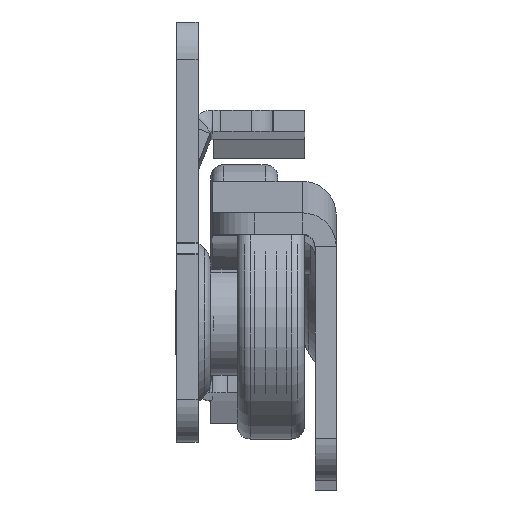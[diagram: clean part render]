
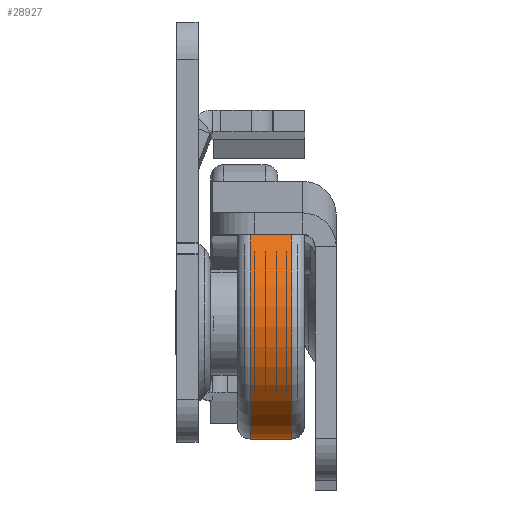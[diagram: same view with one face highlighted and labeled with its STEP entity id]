
A CAD part, top view. The second image highlights one B-rep face of the part: STEP entity #28927.
In plain terms, the highlighted cylindrical face has radius 11 mm (diameter 22 mm), a partial arc.
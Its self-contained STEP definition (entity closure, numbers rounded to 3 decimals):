
#1767 = DIRECTION ( 'NONE',  ( -1., 0., 0. ) ) ;
#2904 = DIRECTION ( 'NONE',  ( 0., 0., 1. ) ) ;
#5350 = CARTESIAN_POINT ( 'NONE',  ( 1.2, 0., 11. ) ) ;
#6082 = CYLINDRICAL_SURFACE ( 'NONE', #51266, 11. ) ;
#7032 = ORIENTED_EDGE ( 'NONE', *, *, #55677, .F. ) ;
#14098 = VERTEX_POINT ( 'NONE', #35497 ) ;
#15001 = AXIS2_PLACEMENT_3D ( 'NONE', #20084, #1767, #2904 ) ;
#16398 = CARTESIAN_POINT ( 'NONE',  ( 5.1, 0., 11. ) ) ;
#16476 = ORIENTED_EDGE ( 'NONE', *, *, #38693, .F. ) ;
#16830 = LINE ( 'NONE', #38358, #29141 ) ;
#17748 = CIRCLE ( 'NONE', #15001, 11. ) ;
#18812 = DIRECTION ( 'NONE',  ( -1., 0., 0. ) ) ;
#20084 = CARTESIAN_POINT ( 'NONE',  ( 1.2, 0., 0. ) ) ;
#20941 = EDGE_LOOP ( 'NONE', ( #46241, #44664, #16476, #7032 ) ) ;
#21353 = CARTESIAN_POINT ( 'NONE',  ( 5.1, 0., -11. ) ) ;
#21588 = DIRECTION ( 'NONE',  ( 0., 0., 1. ) ) ;
#23867 = DIRECTION ( 'NONE',  ( -1., 0., 0. ) ) ;
#24150 = FACE_OUTER_BOUND ( 'NONE', #20941, .T. ) ;
#24721 = CARTESIAN_POINT ( 'NONE',  ( 0., 0., 0. ) ) ;
#25677 = CARTESIAN_POINT ( 'NONE',  ( 5.1, 0., 0. ) ) ;
#26491 = AXIS2_PLACEMENT_3D ( 'NONE', #25677, #43393, #21588 ) ;
#28801 = DIRECTION ( 'NONE',  ( 0., 0., 1. ) ) ;
#28927 = ADVANCED_FACE ( 'NONE', ( #24150 ), #6082, .T. ) ;
#29141 = VECTOR ( 'NONE', #56618, 1000. ) ;
#30518 = VERTEX_POINT ( 'NONE', #16398 ) ;
#32477 = LINE ( 'NONE', #50481, #35332 ) ;
#34834 = VERTEX_POINT ( 'NONE', #5350 ) ;
#35332 = VECTOR ( 'NONE', #18812, 1000. ) ;
#35497 = CARTESIAN_POINT ( 'NONE',  ( 1.2, 0., -11. ) ) ;
#38358 = CARTESIAN_POINT ( 'NONE',  ( 0., 0., 11. ) ) ;
#38693 = EDGE_CURVE ( 'NONE', #34834, #14098, #17748, .T. ) ;
#43393 = DIRECTION ( 'NONE',  ( -1., 0., 0. ) ) ;
#44664 = ORIENTED_EDGE ( 'NONE', *, *, #51877, .T. ) ;
#46241 = ORIENTED_EDGE ( 'NONE', *, *, #56591, .T. ) ;
#47078 = VERTEX_POINT ( 'NONE', #21353 ) ;
#47851 = CIRCLE ( 'NONE', #26491, 11. ) ;
#50481 = CARTESIAN_POINT ( 'NONE',  ( 0., 0., -11. ) ) ;
#51266 = AXIS2_PLACEMENT_3D ( 'NONE', #24721, #23867, #28801 ) ;
#51877 = EDGE_CURVE ( 'NONE', #47078, #14098, #32477, .T. ) ;
#55677 = EDGE_CURVE ( 'NONE', #30518, #34834, #16830, .T. ) ;
#56591 = EDGE_CURVE ( 'NONE', #30518, #47078, #47851, .T. ) ;
#56618 = DIRECTION ( 'NONE',  ( -1., 0., 0. ) ) ;
